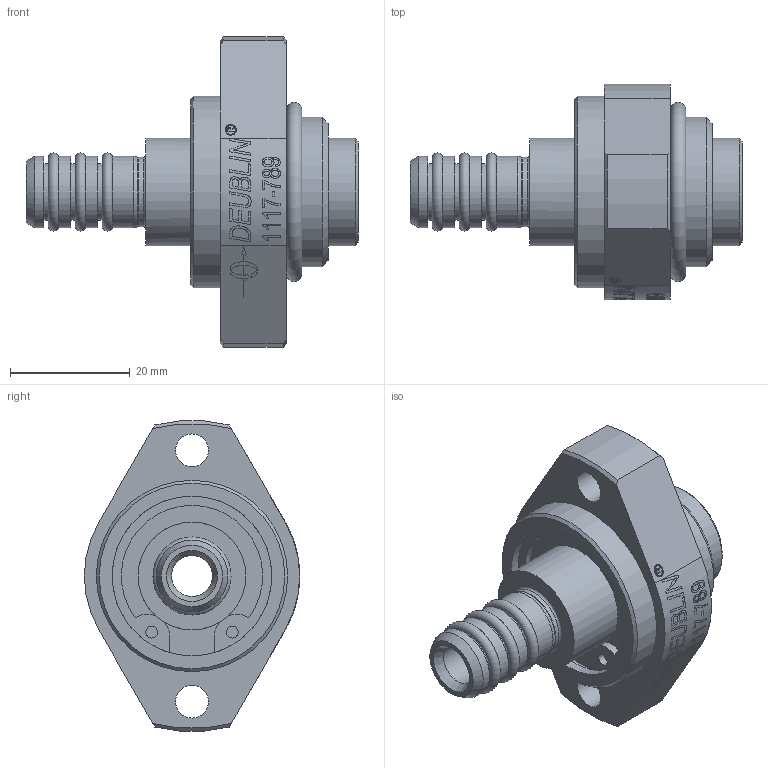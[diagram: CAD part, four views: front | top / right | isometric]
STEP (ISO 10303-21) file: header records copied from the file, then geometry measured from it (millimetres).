
FILE_DESCRIPTION(/* description */ (''),/* implementation_level */ '2;1');
FILE_NAME(/* name */ '1117-789-IC.stp',/* time_stamp */ '2020-05-14T14:15:29-05:00',/* author */ ('moorera'),/* organization */ (''),/* preprocessor_version */ 'ST-DEVELOPER v18.1',/* originating_system */ 'Autodesk Inventor 2020',/* authorisation */ '');
FILE_SCHEMA (('AUTOMOTIVE_DESIGN { 1 0 10303 214 3 1 1 }'));
Length unit declared in the file: millimetre
Products named in the file (1): 1117-789-IC
Bounding box: 55.5 x 36 x 51.83 mm (x, y, z)
Volume: 24268.9 mm3; surface area: 9793.7 mm2
Topology: 4 solids, 4 shells, 326 faces, 862 edges, 581 vertices
Faces by surface type: plane 161, bspline 84, cylinder 61, torus 10, cone 10
Full cylindrical faces by diameter (mm): 2 x2, 5.5 x2, 6.8 x1, 9.5 x6, 11.6 x1, 12 x4, 13.2 x1, 18 x2, 25 x2, 26.7 x1, 32 x1
Entity records: 12642 total; most frequent: CARTESIAN_POINT 4609, ORIENTED_EDGE 1724, DIRECTION 1494, EDGE_CURVE 862, VERTEX_POINT 581, AXIS2_PLACEMENT_3D 551, LINE 392, VECTOR 392
